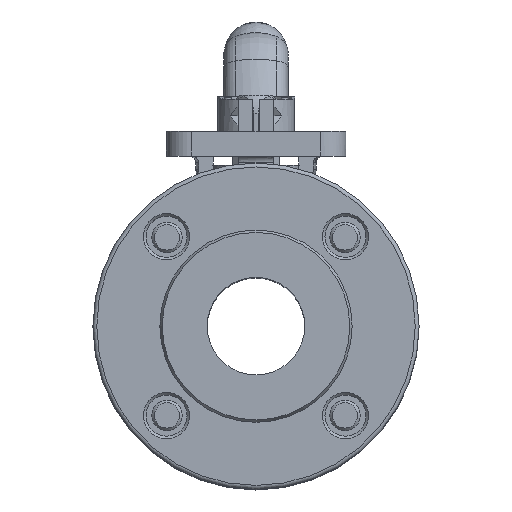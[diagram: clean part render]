
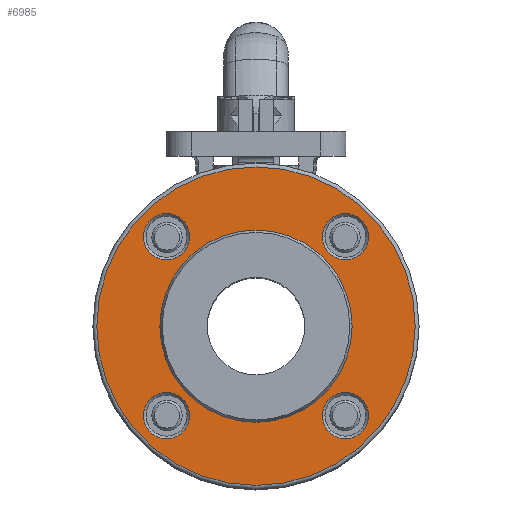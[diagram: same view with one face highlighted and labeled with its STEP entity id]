
A CAD part, top view. The second image highlights one B-rep face of the part: STEP entity #6985.
In plain terms, the highlighted face is planar.
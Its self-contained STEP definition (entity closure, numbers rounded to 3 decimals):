
#1053=PLANE('',#7654);
#2348=ORIENTED_EDGE('',*,*,#3973,.F.);
#2349=ORIENTED_EDGE('',*,*,#3976,.F.);
#2350=ORIENTED_EDGE('',*,*,#3977,.F.);
#2351=ORIENTED_EDGE('',*,*,#3978,.F.);
#2352=ORIENTED_EDGE('',*,*,#3979,.F.);
#2353=ORIENTED_EDGE('',*,*,#3975,.T.);
#3973=EDGE_CURVE('',#4865,#4865,#5445,.T.);
#3975=EDGE_CURVE('',#4867,#4867,#5447,.T.);
#3976=EDGE_CURVE('',#4868,#4868,#5448,.T.);
#3977=EDGE_CURVE('',#4869,#4869,#5449,.T.);
#3978=EDGE_CURVE('',#4870,#4870,#5450,.T.);
#3979=EDGE_CURVE('',#4871,#4871,#5451,.T.);
#4865=VERTEX_POINT('',#11479);
#4867=VERTEX_POINT('',#11484);
#4868=VERTEX_POINT('',#11487);
#4869=VERTEX_POINT('',#11489);
#4870=VERTEX_POINT('',#11491);
#4871=VERTEX_POINT('',#11493);
#5445=CIRCLE('',#7650,37.424);
#5447=CIRCLE('',#7653,62.);
#5448=CIRCLE('',#7655,9.);
#5449=CIRCLE('',#7656,9.);
#5450=CIRCLE('',#7657,9.);
#5451=CIRCLE('',#7658,9.);
#5839=EDGE_LOOP('',(#2348));
#5840=EDGE_LOOP('',(#2349));
#5841=EDGE_LOOP('',(#2350));
#5842=EDGE_LOOP('',(#2351));
#5843=EDGE_LOOP('',(#2352));
#5844=EDGE_LOOP('',(#2353));
#6375=FACE_BOUND('',#5839,.T.);
#6376=FACE_BOUND('',#5840,.T.);
#6377=FACE_BOUND('',#5841,.T.);
#6378=FACE_BOUND('',#5842,.T.);
#6379=FACE_BOUND('',#5843,.T.);
#6380=FACE_BOUND('',#5844,.T.);
#6985=ADVANCED_FACE('',(#6375,#6376,#6377,#6378,#6379,#6380),#1053,.F.);
#7650=AXIS2_PLACEMENT_3D('',#11478,#9072,#9073);
#7653=AXIS2_PLACEMENT_3D('',#11483,#9078,#9079);
#7654=AXIS2_PLACEMENT_3D('',#11485,#9080,#9081);
#7655=AXIS2_PLACEMENT_3D('',#11486,#9082,#9083);
#7656=AXIS2_PLACEMENT_3D('',#11488,#9084,#9085);
#7657=AXIS2_PLACEMENT_3D('',#11490,#9086,#9087);
#7658=AXIS2_PLACEMENT_3D('',#11492,#9088,#9089);
#9072=DIRECTION('',(0.,0.,-1.));
#9073=DIRECTION('',(-1.,0.,0.));
#9078=DIRECTION('',(0.,0.,-1.));
#9079=DIRECTION('',(-1.,0.,0.));
#9080=DIRECTION('',(0.,0.,1.));
#9081=DIRECTION('',(1.,0.,0.));
#9082=DIRECTION('',(0.,0.,-1.));
#9083=DIRECTION('',(-1.,0.,0.));
#9084=DIRECTION('',(0.,0.,-1.));
#9085=DIRECTION('',(-1.,0.,0.));
#9086=DIRECTION('',(0.,0.,-1.));
#9087=DIRECTION('',(-1.,0.,0.));
#9088=DIRECTION('',(0.,0.,-1.));
#9089=DIRECTION('',(-1.,0.,0.));
#11478=CARTESIAN_POINT('',(0.,0.,-96.9));
#11479=CARTESIAN_POINT('',(-37.424,0.,-96.9));
#11483=CARTESIAN_POINT('',(0.,0.,-96.9));
#11484=CARTESIAN_POINT('',(-62.,0.,-96.9));
#11485=CARTESIAN_POINT('',(0.,63.5,-96.9));
#11486=CARTESIAN_POINT('',(-34.825,-34.825,-96.9));
#11487=CARTESIAN_POINT('',(-43.825,-34.825,-96.9));
#11488=CARTESIAN_POINT('',(34.825,-34.825,-96.9));
#11489=CARTESIAN_POINT('',(25.825,-34.825,-96.9));
#11490=CARTESIAN_POINT('',(34.825,34.825,-96.9));
#11491=CARTESIAN_POINT('',(25.825,34.825,-96.9));
#11492=CARTESIAN_POINT('',(-34.825,34.825,-96.9));
#11493=CARTESIAN_POINT('',(-43.825,34.825,-96.9));
